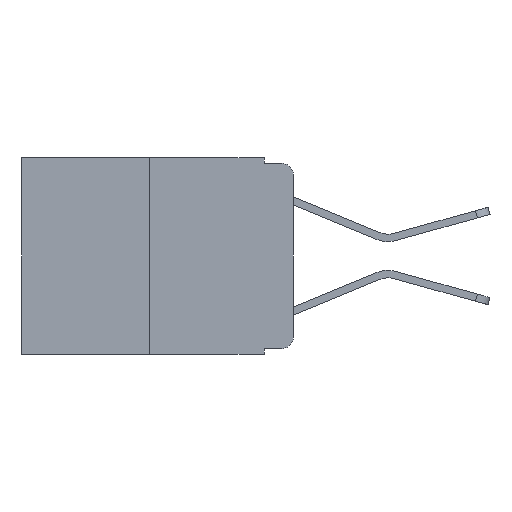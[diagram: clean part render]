
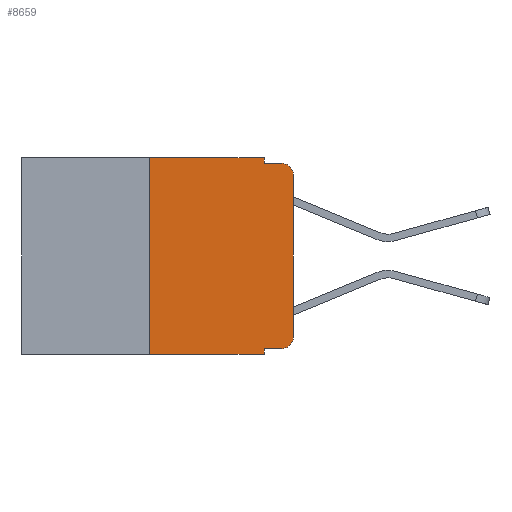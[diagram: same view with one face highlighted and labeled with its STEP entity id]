
A CAD part, left-side view. The second image highlights one B-rep face of the part: STEP entity #8659.
In plain terms, the highlighted planar face has unit normal (-1, 0, 0).
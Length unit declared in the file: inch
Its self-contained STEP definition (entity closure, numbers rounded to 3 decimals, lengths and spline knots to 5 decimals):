
#177 = CARTESIAN_POINT ( 'NONE',  ( 0., 0.051, -0.333 ) ) ;
#239 = VERTEX_POINT ( 'NONE', #6682 ) ;
#431 = VERTEX_POINT ( 'NONE', #2226 ) ;
#592 = CARTESIAN_POINT ( 'NONE',  ( 0., 0.051, -0.333 ) ) ;
#1155 = FACE_OUTER_BOUND ( 'NONE', #1340, .T. ) ;
#1207 = AXIS2_PLACEMENT_3D ( 'NONE', #5376, #7001, #2111 ) ;
#1262 = VECTOR ( 'NONE', #7146, 39.37008 ) ;
#1279 = EDGE_CURVE ( 'NONE', #7678, #9385, #6012, .T. ) ;
#1340 = EDGE_LOOP ( 'NONE', ( #3530, #1553, #3791, #5962, #1836, #4061, #10470, #2110, #8639, #4579 ) ) ;
#1362 = CARTESIAN_POINT ( 'NONE',  ( 0., 0.051, 0. ) ) ;
#1553 = ORIENTED_EDGE ( 'NONE', *, *, #9761, .T. ) ;
#1628 = DIRECTION ( 'NONE',  ( 0., 0., -1. ) ) ;
#1720 = LINE ( 'NONE', #9328, #10143 ) ;
#1754 = CARTESIAN_POINT ( 'NONE',  ( 0., 0., -0.03 ) ) ;
#1836 = ORIENTED_EDGE ( 'NONE', *, *, #7385, .F. ) ;
#1854 = VECTOR ( 'NONE', #1628, 39.37008 ) ;
#2110 = ORIENTED_EDGE ( 'NONE', *, *, #2475, .F. ) ;
#2111 = DIRECTION ( 'NONE',  ( 0., 0., -1. ) ) ;
#2226 = CARTESIAN_POINT ( 'NONE',  ( 0., 0.051, -0.343 ) ) ;
#2254 = CARTESIAN_POINT ( 'NONE',  ( 0., 0.02, -0.01 ) ) ;
#2271 = EDGE_CURVE ( 'NONE', #7218, #8519, #1720, .T. ) ;
#2451 = LINE ( 'NONE', #5560, #6540 ) ;
#2475 = EDGE_CURVE ( 'NONE', #7209, #431, #8407, .T. ) ;
#2509 = CIRCLE ( 'NONE', #6632, 0.02 ) ;
#2596 = CARTESIAN_POINT ( 'NONE',  ( 0., 0., 0. ) ) ;
#2774 = CARTESIAN_POINT ( 'NONE',  ( 0., 0.02, -0.313 ) ) ;
#3010 = EDGE_CURVE ( 'NONE', #7209, #239, #7352, .T. ) ;
#3521 = DIRECTION ( 'NONE',  ( 0., -1., 0. ) ) ;
#3530 = ORIENTED_EDGE ( 'NONE', *, *, #10274, .T. ) ;
#3566 = EDGE_CURVE ( 'NONE', #239, #8850, #2509, .T. ) ;
#3599 = DIRECTION ( 'NONE',  ( 0., 0., -1. ) ) ;
#3607 = DIRECTION ( 'NONE',  ( -1., 0., 0. ) ) ;
#3791 = ORIENTED_EDGE ( 'NONE', *, *, #1279, .F. ) ;
#3801 = LINE ( 'NONE', #1362, #1262 ) ;
#3840 = VECTOR ( 'NONE', #8275, 39.37008 ) ;
#3843 = VECTOR ( 'NONE', #3521, 39.37008 ) ;
#4061 = ORIENTED_EDGE ( 'NONE', *, *, #2271, .F. ) ;
#4193 = LINE ( 'NONE', #2596, #6097 ) ;
#4579 = ORIENTED_EDGE ( 'NONE', *, *, #3566, .T. ) ;
#4583 = PLANE ( 'NONE',  #1207 ) ;
#5199 = VECTOR ( 'NONE', #5673, 39.37008 ) ;
#5376 = CARTESIAN_POINT ( 'NONE',  ( 0., 0.473, 0. ) ) ;
#5417 = EDGE_CURVE ( 'NONE', #8555, #7678, #3801, .T. ) ;
#5560 = CARTESIAN_POINT ( 'NONE',  ( 0., 0.473, 0. ) ) ;
#5673 = DIRECTION ( 'NONE',  ( 0., -1., 0. ) ) ;
#5962 = ORIENTED_EDGE ( 'NONE', *, *, #5417, .F. ) ;
#5987 = AXIS2_PLACEMENT_3D ( 'NONE', #8489, #3607, #9296 ) ;
#6012 = LINE ( 'NONE', #7591, #3843 ) ;
#6097 = VECTOR ( 'NONE', #7516, 39.37008 ) ;
#6394 = DIRECTION ( 'NONE',  ( 0., -1., 0. ) ) ;
#6424 = CARTESIAN_POINT ( 'NONE',  ( 0., 0., -0.313 ) ) ;
#6438 = DIRECTION ( 'NONE',  ( 0., 0., 1. ) ) ;
#6540 = VECTOR ( 'NONE', #6394, 39.37008 ) ;
#6575 = CARTESIAN_POINT ( 'NONE',  ( 0., 0.051, 0. ) ) ;
#6632 = AXIS2_PLACEMENT_3D ( 'NONE', #2774, #8482, #3599 ) ;
#6682 = CARTESIAN_POINT ( 'NONE',  ( 0., 0.02, -0.333 ) ) ;
#7001 = DIRECTION ( 'NONE',  ( 1., 0., 0. ) ) ;
#7146 = DIRECTION ( 'NONE',  ( 0., 0., -1. ) ) ;
#7209 = VERTEX_POINT ( 'NONE', #177 ) ;
#7218 = VERTEX_POINT ( 'NONE', #8595 ) ;
#7352 = LINE ( 'NONE', #592, #5199 ) ;
#7385 = EDGE_CURVE ( 'NONE', #8519, #8555, #2451, .T. ) ;
#7422 = CARTESIAN_POINT ( 'NONE',  ( 0., 0.051, -0.01 ) ) ;
#7442 = CARTESIAN_POINT ( 'NONE',  ( 0., 0.473, -0.343 ) ) ;
#7516 = DIRECTION ( 'NONE',  ( 0., 0., 1. ) ) ;
#7591 = CARTESIAN_POINT ( 'NONE',  ( 0., 0.051, -0.01 ) ) ;
#7678 = VERTEX_POINT ( 'NONE', #7422 ) ;
#8166 = LINE ( 'NONE', #7442, #3840 ) ;
#8275 = DIRECTION ( 'NONE',  ( 0., -1., 0. ) ) ;
#8349 = EDGE_CURVE ( 'NONE', #7218, #431, #8166, .T. ) ;
#8407 = LINE ( 'NONE', #6575, #1854 ) ;
#8478 = CARTESIAN_POINT ( 'NONE',  ( 0., 0.051, 0. ) ) ;
#8482 = DIRECTION ( 'NONE',  ( -1., 0., 0. ) ) ;
#8489 = CARTESIAN_POINT ( 'NONE',  ( 0., 0.02, -0.03 ) ) ;
#8519 = VERTEX_POINT ( 'NONE', #10044 ) ;
#8555 = VERTEX_POINT ( 'NONE', #8478 ) ;
#8595 = CARTESIAN_POINT ( 'NONE',  ( 0., 0.25, -0.343 ) ) ;
#8639 = ORIENTED_EDGE ( 'NONE', *, *, #3010, .T. ) ;
#8659 = ADVANCED_FACE ( 'NONE', ( #1155 ), #4583, .F. ) ;
#8850 = VERTEX_POINT ( 'NONE', #6424 ) ;
#9026 = CIRCLE ( 'NONE', #5987, 0.02 ) ;
#9087 = VERTEX_POINT ( 'NONE', #1754 ) ;
#9296 = DIRECTION ( 'NONE',  ( 0., 0., -1. ) ) ;
#9328 = CARTESIAN_POINT ( 'NONE',  ( 0., 0.25, 0. ) ) ;
#9385 = VERTEX_POINT ( 'NONE', #2254 ) ;
#9761 = EDGE_CURVE ( 'NONE', #9087, #9385, #9026, .T. ) ;
#10044 = CARTESIAN_POINT ( 'NONE',  ( 0., 0.25, 0. ) ) ;
#10143 = VECTOR ( 'NONE', #6438, 39.37008 ) ;
#10274 = EDGE_CURVE ( 'NONE', #8850, #9087, #4193, .T. ) ;
#10470 = ORIENTED_EDGE ( 'NONE', *, *, #8349, .T. ) ;
